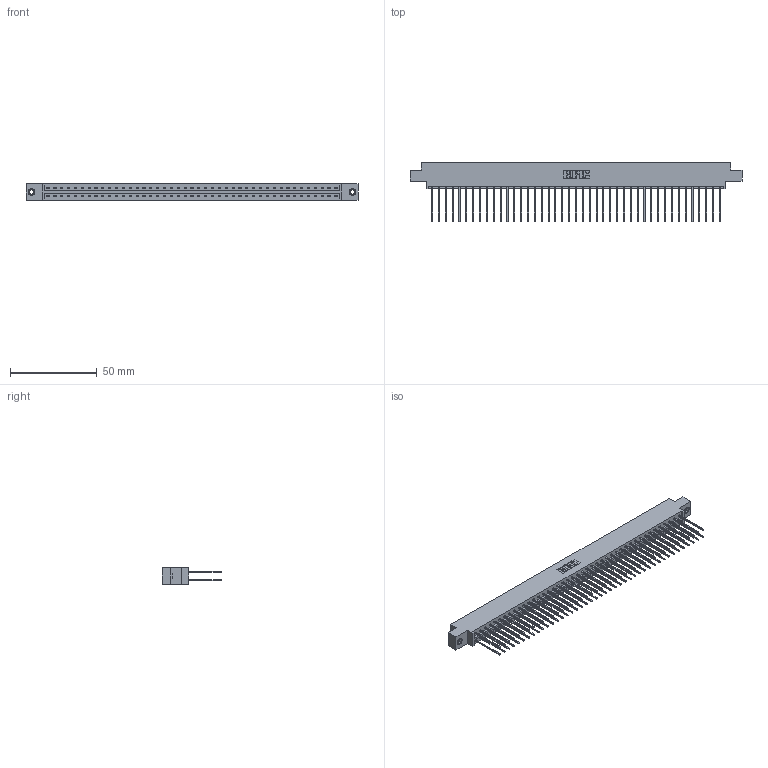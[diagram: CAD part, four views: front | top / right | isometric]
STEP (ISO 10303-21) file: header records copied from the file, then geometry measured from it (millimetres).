
FILE_DESCRIPTION (( 'STEP AP203' ), '1' );
FILE_NAME ('833-086-541-807.STEP', '2020-06-06T03:31:07', ( '' ), ( '' ), 'SwSTEP 2.0', 'SolidWorks 2020', '' );
FILE_SCHEMA (( 'CONFIG_CONTROL_DESIGN' ));
Length unit declared in the file: inch
Products named in the file (4): 833 Part_Offset - .156 Dia - TI; 345-250-001_345-250-005-103; 345-292-001_345-293-141; 833-086-541-807
Assembly tree (89 placements, depth 2):
  833-086-541-807
    833 Part_Offset - .156 Dia - TI
    345-292-001_345-293-141  x86
    345-250-001_345-250-005-103  x2
Bounding box: 191.92 x 34.3 x 9.4 mm (x, y, z)
Volume: 19855.6 mm3; surface area: 26196.8 mm2
Topology: 89 solids, 89 shells, 4650 faces, 13789 edges, 9070 vertices
Faces by surface type: plane 3202, cylinder 1432, cone 12, torus 4
Entity records: 28870 total; most frequent: CARTESIAN_POINT 4769, ORIENTED_EDGE 4698, DIRECTION 4103, EDGE_CURVE 2349, LINE 2201, VECTOR 2201, VERTEX_POINT 1560, AXIS2_PLACEMENT_3D 951
